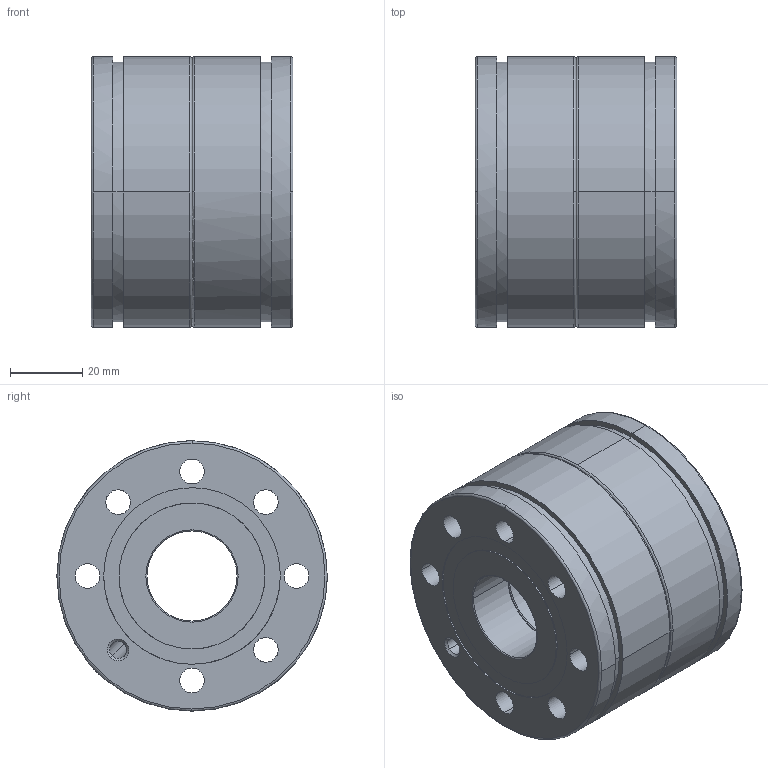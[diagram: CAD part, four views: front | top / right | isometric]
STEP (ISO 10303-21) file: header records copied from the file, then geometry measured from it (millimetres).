
FILE_DESCRIPTION(('CATIA V5 STEP Exchange'),'2;1');
FILE_NAME('rulment_bidirectional.stp','2023-12-09T20:40:31+00:00',('none'),('none'),'CATIA Version 5 Release 21 GA (IN-10)','CATIA V5 STEP AP214','none');
FILE_SCHEMA(('AUTOMOTIVE_DESIGN { 1 0 10303 214 1 1 1 1 }'));
Length unit declared in the file: millimetre
Products named in the file (2): R159032530; R341401506
Assembly tree (1 placements, depth 2):
  R159032530
    R341401506
Bounding box: 56 x 75 x 75 mm (x, y, z)
Volume: 159252.4 mm3; surface area: 52840.1 mm2
Topology: 1 solids, 1 shells, 166 faces, 430 edges, 278 vertices
Faces by surface type: cylinder 90, torus 40, cone 20, plane 16
Entity records: 6036 total; most frequent: CARTESIAN_POINT 2042, ORIENTED_EDGE 860, DIRECTION 693, EDGE_CURVE 430, AXIS2_PLACEMENT_3D 409, VERTEX_POINT 278, CIRCLE 241, EDGE_LOOP 202
